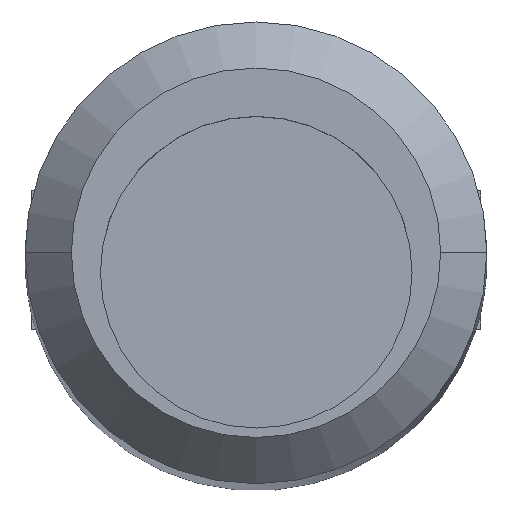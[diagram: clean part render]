
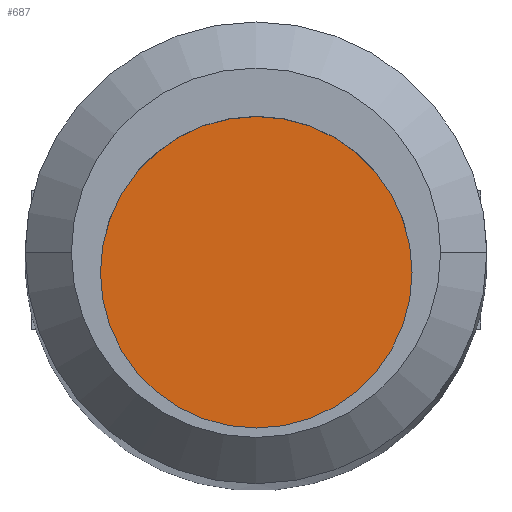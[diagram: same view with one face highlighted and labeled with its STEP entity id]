
A CAD part, top view. The second image highlights one B-rep face of the part: STEP entity #687.
In plain terms, the highlighted planar face has unit normal (0, 0, 1).
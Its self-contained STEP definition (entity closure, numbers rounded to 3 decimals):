
#178=CARTESIAN_POINT('',(0.01,-0.84,174.8));
#179=DIRECTION('',(0.,0.,-1.));
#180=DIRECTION('',(-1.,0.,0.));
#181=AXIS2_PLACEMENT_3D('',#178,#179,#180);
#183=CARTESIAN_POINT('',(0.01,-0.84,174.8));
#184=DIRECTION('',(0.,0.,-1.));
#185=DIRECTION('',(1.,0.,0.));
#186=AXIS2_PLACEMENT_3D('',#183,#184,#185);
#323=CARTESIAN_POINT('',(-6.74,-0.84,174.8));
#324=CARTESIAN_POINT('',(6.76,-0.84,174.8));
#325=VERTEX_POINT('',#323);
#326=VERTEX_POINT('',#324);
#678=CARTESIAN_POINT('',(0.01,-0.84,174.8));
#679=DIRECTION('',(0.,0.,-1.));
#680=DIRECTION('',(-1.,0.,0.));
#681=AXIS2_PLACEMENT_3D('',#678,#679,#680);
#682=PLANE('',#681);
#683=ORIENTED_EDGE('',*,*,#658,.T.);
#684=ORIENTED_EDGE('',*,*,#672,.T.);
#685=EDGE_LOOP('',(#683,#684));
#686=FACE_OUTER_BOUND('',#685,.F.);
#687=ADVANCED_FACE('',(#686),#682,.F.);
#182=CIRCLE('',#181,6.75);
#187=CIRCLE('',#186,6.75);
#658=EDGE_CURVE('',#325,#326,#182,.T.);
#672=EDGE_CURVE('',#326,#325,#187,.T.);
